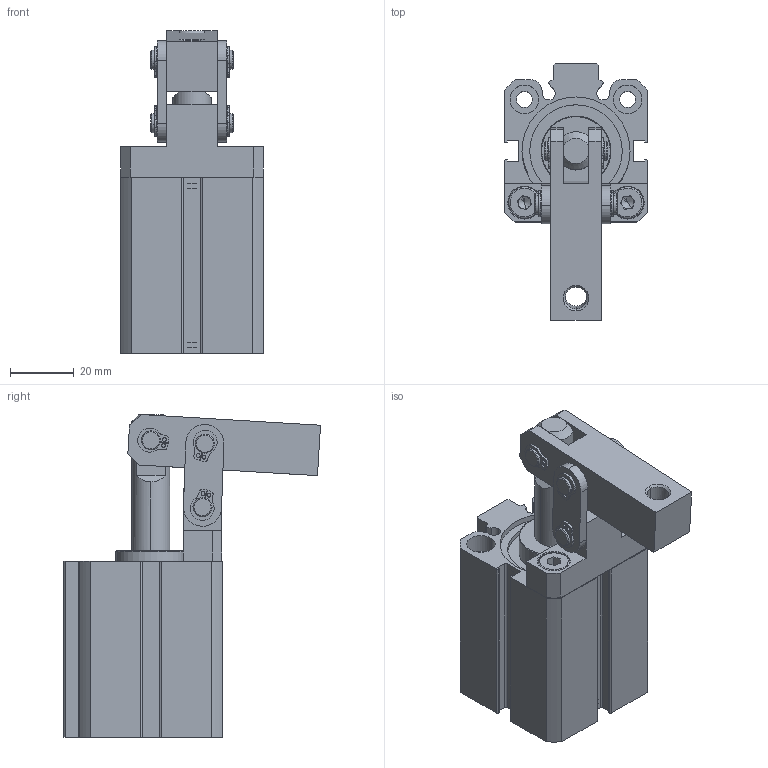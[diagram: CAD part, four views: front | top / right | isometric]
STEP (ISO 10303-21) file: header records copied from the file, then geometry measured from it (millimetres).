
FILE_DESCRIPTION (( 'STEP AP214' ), '1' );
FILE_NAME ('P12E-32.STEP', '2023-05-03T13:39:39', ( '' ), ( '' ), 'SwSTEP 2.0', 'SolidWorks 2015', '' );
FILE_SCHEMA (( 'AUTOMOTIVE_DESIGN' ));
Length unit declared in the file: millimetre
Products named in the file (14): Ï32 KOL BAºLANTI P¦M¦; DIN 7984-M6x25 ¦MBUS C¦VATA; ﾏ32 KULP; PSK 32 ﾍN KAPAK_MANYETﾝKLﾝ ﾝﾇﾝN; DIN 471-Ï6 x 0.7 SEGMAN; DIN 5008-JV  (Ï34x1,5) SEGMAN; P12E-32; PSK 32 PｦSTON MｦLｦ; KS-A 32 ARKA KAPAK_MANYETﾝKLﾝ ﾝﾇﾝN; Ï32 BAºLANTI PLAKASI; Ï32 PSK SIKIÌTIRMA EK¦PMANI; KS-A 32 BORU_MANYETÝKLÝ BORU; Ï32 SIKIÌTIRMA KOLU; Ï32 M¦L UCU BAºLANTI P¦M¦
Assembly tree (22 placements, depth 3):
  P12E-32
    KS-A 32 BORU_MANYETÝKLÝ BORU
    KS-A 32 ARKA KAPAK_MANYETﾝKLﾝ ﾝﾇﾝN
    PSK 32 ﾍN KAPAK_MANYETﾝKLﾝ ﾝﾇﾝN
    DIN 5008-JV  (Ï34x1,5) SEGMAN  x2
    PSK 32 PｦSTON MｦLｦ
    Ï32 PSK SIKIÌTIRMA EK¦PMANI
      ﾏ32 KULP
      DIN 7984-M6x25 ¦MBUS C¦VATA  x2
      Ï32 KOL BAºLANTI P¦M¦  x2
      Ï32 BAºLANTI PLAKASI  x2
      Ï32 SIKIÌTIRMA KOLU
      Ï32 M¦L UCU BAºLANTI P¦M¦
      DIN 471-Ï6 x 0.7 SEGMAN  x6
Bounding box: 45 x 80.88 x 101.64 mm (x, y, z)
Volume: 119375.8 mm3; surface area: 46590.2 mm2
Topology: 21 solids, 21 shells, 568 faces, 1409 edges, 918 vertices
Faces by surface type: cylinder 300, plane 200, cone 56, bspline 12
Entity records: 16037 total; most frequent: CARTESIAN_POINT 2173, DIRECTION 2087, ORIENTED_EDGE 1814, EDGE_CURVE 907, AXIS2_PLACEMENT_3D 811, VERTEX_POINT 589, VECTOR 465, LINE 465
